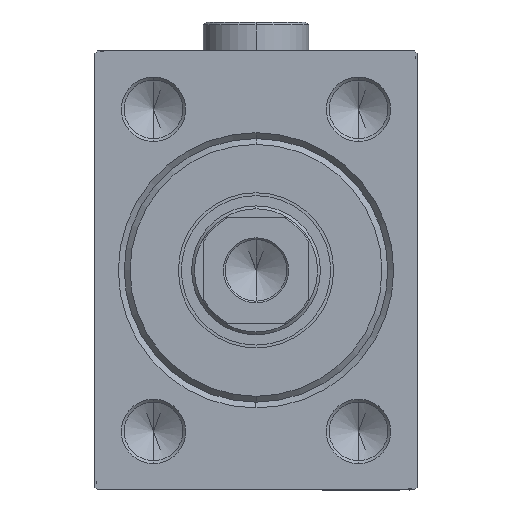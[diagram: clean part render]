
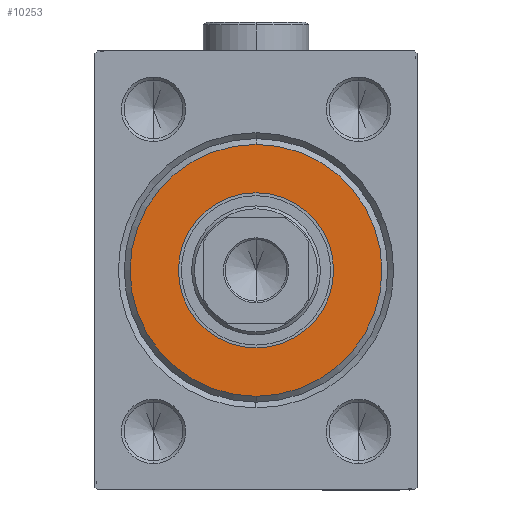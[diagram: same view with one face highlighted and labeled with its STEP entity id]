
A CAD part, left-side view. The second image highlights one B-rep face of the part: STEP entity #10253.
In plain terms, the highlighted face is planar.
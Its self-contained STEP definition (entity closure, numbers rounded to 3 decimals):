
#360 = EDGE_CURVE ( 'NONE', #24013, #15144, #7508, .T. ) ;
#779 = PLANE ( 'NONE',  #36288 ) ;
#1015 = CARTESIAN_POINT ( 'NONE',  ( 3., 0., -21.5 ) ) ;
#1724 = EDGE_CURVE ( 'NONE', #18530, #19323, #38360, .T. ) ;
#1974 = CARTESIAN_POINT ( 'NONE',  ( 3., 0., 0. ) ) ;
#3382 = AXIS2_PLACEMENT_3D ( 'NONE', #1974, #23129, #43831 ) ;
#4519 = DIRECTION ( 'NONE',  ( 0., 0., -1. ) ) ;
#7466 = DIRECTION ( 'NONE',  ( 0., 0., -1. ) ) ;
#7508 = CIRCLE ( 'NONE', #27305, 21.5 ) ;
#9210 = ORIENTED_EDGE ( 'NONE', *, *, #1724, .F. ) ;
#9973 = CIRCLE ( 'NONE', #40796, 21.5 ) ;
#10253 = ADVANCED_FACE ( 'NONE', ( #35073, #18048 ), #779, .T. ) ;
#11145 = DIRECTION ( 'NONE',  ( 1., 0., 0. ) ) ;
#13047 = EDGE_CURVE ( 'NONE', #15144, #24013, #9973, .T. ) ;
#13086 = EDGE_LOOP ( 'NONE', ( #18061, #14560 ) ) ;
#14531 = DIRECTION ( 'NONE',  ( 1., 0., 0. ) ) ;
#14560 = ORIENTED_EDGE ( 'NONE', *, *, #360, .T. ) ;
#15144 = VERTEX_POINT ( 'NONE', #15153 ) ;
#15153 = CARTESIAN_POINT ( 'NONE',  ( 3., 0., 21.5 ) ) ;
#18048 = FACE_BOUND ( 'NONE', #24333, .T. ) ;
#18061 = ORIENTED_EDGE ( 'NONE', *, *, #13047, .T. ) ;
#18106 = CARTESIAN_POINT ( 'NONE',  ( 3., 0., 0. ) ) ;
#18530 = VERTEX_POINT ( 'NONE', #42314 ) ;
#19323 = VERTEX_POINT ( 'NONE', #44918 ) ;
#20299 = DIRECTION ( 'NONE',  ( 1., 0., 0. ) ) ;
#20779 = AXIS2_PLACEMENT_3D ( 'NONE', #18106, #24541, #4519 ) ;
#22289 = EDGE_CURVE ( 'NONE', #19323, #18530, #30540, .T. ) ;
#23129 = DIRECTION ( 'NONE',  ( 1., 0., 0. ) ) ;
#23157 = ORIENTED_EDGE ( 'NONE', *, *, #22289, .F. ) ;
#24013 = VERTEX_POINT ( 'NONE', #1015 ) ;
#24333 = EDGE_LOOP ( 'NONE', ( #23157, #9210 ) ) ;
#24541 = DIRECTION ( 'NONE',  ( 1., 0., 0. ) ) ;
#27305 = AXIS2_PLACEMENT_3D ( 'NONE', #31551, #20299, #27878 ) ;
#27878 = DIRECTION ( 'NONE',  ( 0., 0., -1. ) ) ;
#30540 = CIRCLE ( 'NONE', #3382, 13.25 ) ;
#31551 = CARTESIAN_POINT ( 'NONE',  ( 3., 0., 0. ) ) ;
#32069 = CARTESIAN_POINT ( 'NONE',  ( 3., 0., 0. ) ) ;
#35073 = FACE_OUTER_BOUND ( 'NONE', #13086, .T. ) ;
#36288 = AXIS2_PLACEMENT_3D ( 'NONE', #32069, #11145, #7466 ) ;
#38360 = CIRCLE ( 'NONE', #20779, 13.25 ) ;
#40796 = AXIS2_PLACEMENT_3D ( 'NONE', #43260, #14531, #42804 ) ;
#42314 = CARTESIAN_POINT ( 'NONE',  ( 3., 0., 13.25 ) ) ;
#42804 = DIRECTION ( 'NONE',  ( 0., 0., -1. ) ) ;
#43260 = CARTESIAN_POINT ( 'NONE',  ( 3., 0., 0. ) ) ;
#43831 = DIRECTION ( 'NONE',  ( 0., 0., -1. ) ) ;
#44918 = CARTESIAN_POINT ( 'NONE',  ( 3., 0., -13.25 ) ) ;
